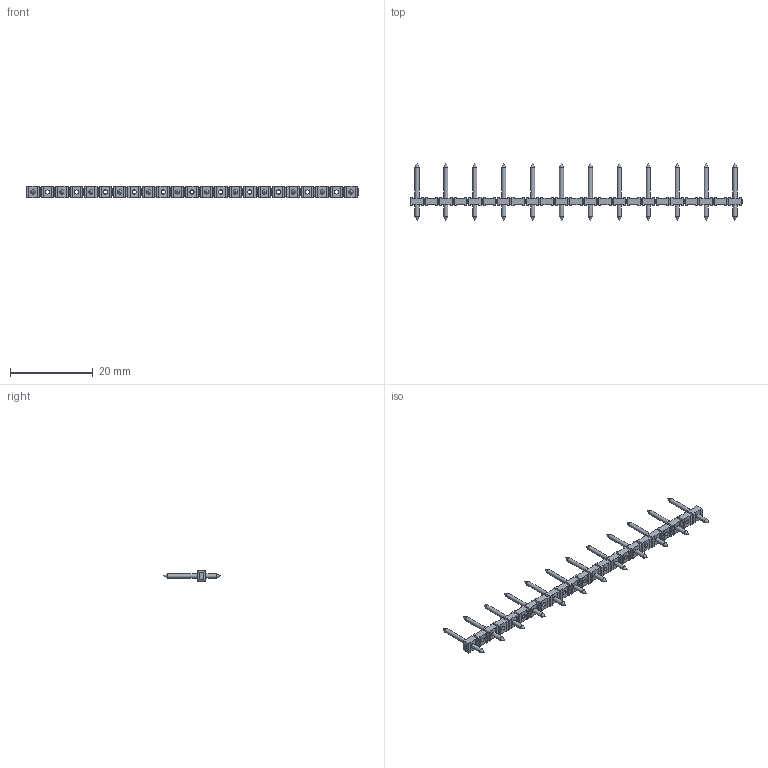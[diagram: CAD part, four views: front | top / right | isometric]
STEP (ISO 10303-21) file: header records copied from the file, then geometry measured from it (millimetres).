
FILE_DESCRIPTION(('STEP AP214'),'1');
FILE_NAME('PVS12-7.stp','2018-11-20T17:01:46',(' '),(' '),'Spatial InterOp 3D',' ',' ');
FILE_SCHEMA(('AUTOMOTIVE_DESIGN { 1 0 10303 214 1 1 1 1 }'));
Length unit declared in the file: metre
Products named in the file (1): 1
Bounding box: 80.4 x 14 x 2.8 mm (x, y, z)
Volume: 461.8 mm3; surface area: 1334.7 mm2
Topology: 1 solids, 1 shells, 609 faces, 1472 edges, 865 vertices
Faces by surface type: plane 550, cylinder 35, cone 24
Full cylindrical faces by diameter (mm): 1 x35
Entity records: 21187 total; most frequent: CARTESIAN_POINT 2794, ORIENTED_EDGE 2708, DIRECTION 2644, EDGE_CURVE 1354, LINE 1284, VECTOR 1284, VERTEX_POINT 830, EDGE_LOOP 690
